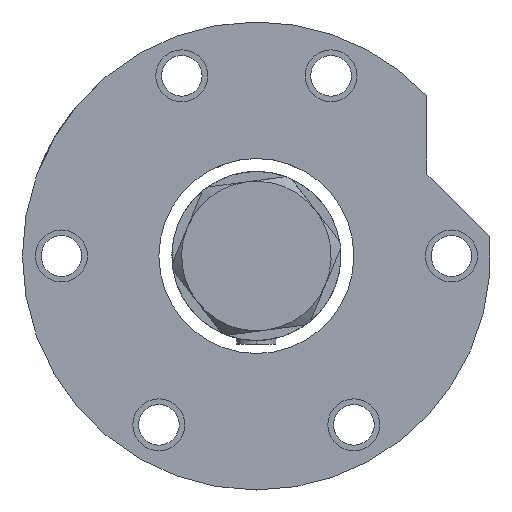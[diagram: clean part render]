
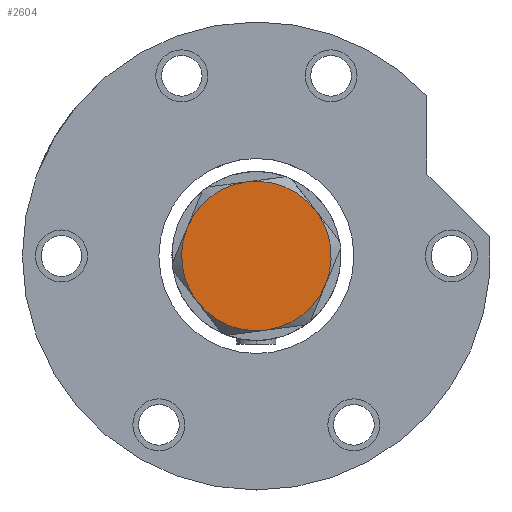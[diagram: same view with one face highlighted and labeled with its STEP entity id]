
A CAD part, left-side view. The second image highlights one B-rep face of the part: STEP entity #2604.
In plain terms, the highlighted face is planar.
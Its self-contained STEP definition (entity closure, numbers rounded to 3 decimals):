
#28 = AXIS2_PLACEMENT_3D ( 'NONE', #215, #4183, #2714 ) ;
#215 = CARTESIAN_POINT ( 'NONE',  ( 0., 0., 7. ) ) ;
#227 = AXIS2_PLACEMENT_3D ( 'NONE', #1895, #4824, #5317 ) ;
#718 = FACE_OUTER_BOUND ( 'NONE', #902, .T. ) ;
#822 = VERTEX_POINT ( 'NONE', #6362 ) ;
#893 = ORIENTED_EDGE ( 'NONE', *, *, #3905, .T. ) ;
#902 = EDGE_LOOP ( 'NONE', ( #2360, #4962, #6428, #2054, #1913, #893 ) ) ;
#963 = CARTESIAN_POINT ( 'NONE',  ( 0., 0., 7. ) ) ;
#1039 = AXIS2_PLACEMENT_3D ( 'NONE', #4385, #6432, #1562 ) ;
#1041 = EDGE_CURVE ( 'NONE', #822, #6146, #3601, .T. ) ;
#1050 = EDGE_CURVE ( 'NONE', #4154, #822, #1921, .T. ) ;
#1101 = VERTEX_POINT ( 'NONE', #4938 ) ;
#1466 = DIRECTION ( 'NONE',  ( 1., 0., 0. ) ) ;
#1562 = DIRECTION ( 'NONE',  ( 1., 0., 0. ) ) ;
#1606 = CARTESIAN_POINT ( 'NONE',  ( 11.5, 19.919, 7. ) ) ;
#1614 = AXIS2_PLACEMENT_3D ( 'NONE', #4488, #4892, #6397 ) ;
#1786 = EDGE_CURVE ( 'NONE', #5111, #1101, #3289, .T. ) ;
#1839 = DIRECTION ( 'NONE',  ( 0., 0., 1. ) ) ;
#1895 = CARTESIAN_POINT ( 'NONE',  ( 0., 0., 7. ) ) ;
#1913 = ORIENTED_EDGE ( 'NONE', *, *, #1786, .T. ) ;
#1921 = CIRCLE ( 'NONE', #5190, 23. ) ;
#2054 = ORIENTED_EDGE ( 'NONE', *, *, #2687, .T. ) ;
#2208 = CARTESIAN_POINT ( 'NONE',  ( -23., 0., 7. ) ) ;
#2360 = ORIENTED_EDGE ( 'NONE', *, *, #1050, .T. ) ;
#2375 = CIRCLE ( 'NONE', #6089, 23. ) ;
#2604 = ADVANCED_FACE ( 'NONE', ( #718 ), #4750, .T. ) ;
#2687 = EDGE_CURVE ( 'NONE', #2738, #5111, #3086, .T. ) ;
#2714 = DIRECTION ( 'NONE',  ( 1., 0., 0. ) ) ;
#2738 = VERTEX_POINT ( 'NONE', #3317 ) ;
#3043 = DIRECTION ( 'NONE',  ( 1., 0., 0. ) ) ;
#3086 = CIRCLE ( 'NONE', #227, 23. ) ;
#3289 = CIRCLE ( 'NONE', #1614, 23. ) ;
#3317 = CARTESIAN_POINT ( 'NONE',  ( -11.5, 19.919, 7. ) ) ;
#3486 = DIRECTION ( 'NONE',  ( 0., 0., 1. ) ) ;
#3587 = CARTESIAN_POINT ( 'NONE',  ( 11.5, -19.919, 7. ) ) ;
#3601 = CIRCLE ( 'NONE', #6151, 23. ) ;
#3905 = EDGE_CURVE ( 'NONE', #1101, #4154, #2375, .T. ) ;
#4154 = VERTEX_POINT ( 'NONE', #3587 ) ;
#4183 = DIRECTION ( 'NONE',  ( 0., 0., 1. ) ) ;
#4187 = DIRECTION ( 'NONE',  ( 0., 0., 1. ) ) ;
#4280 = CARTESIAN_POINT ( 'NONE',  ( 0., 0., 7. ) ) ;
#4385 = CARTESIAN_POINT ( 'NONE',  ( 0., 0., 7. ) ) ;
#4488 = CARTESIAN_POINT ( 'NONE',  ( 0., 0., 7. ) ) ;
#4750 = PLANE ( 'NONE',  #28 ) ;
#4824 = DIRECTION ( 'NONE',  ( 0., 0., 1. ) ) ;
#4892 = DIRECTION ( 'NONE',  ( 0., 0., 1. ) ) ;
#4927 = CIRCLE ( 'NONE', #1039, 23. ) ;
#4938 = CARTESIAN_POINT ( 'NONE',  ( -11.5, -19.919, 7. ) ) ;
#4962 = ORIENTED_EDGE ( 'NONE', *, *, #1041, .T. ) ;
#5111 = VERTEX_POINT ( 'NONE', #2208 ) ;
#5157 = CARTESIAN_POINT ( 'NONE',  ( 0., 0., 7. ) ) ;
#5190 = AXIS2_PLACEMENT_3D ( 'NONE', #5157, #4187, #1466 ) ;
#5317 = DIRECTION ( 'NONE',  ( 1., 0., 0. ) ) ;
#5922 = DIRECTION ( 'NONE',  ( 1., 0., 0. ) ) ;
#6012 = EDGE_CURVE ( 'NONE', #6146, #2738, #4927, .T. ) ;
#6089 = AXIS2_PLACEMENT_3D ( 'NONE', #4280, #1839, #5922 ) ;
#6146 = VERTEX_POINT ( 'NONE', #1606 ) ;
#6151 = AXIS2_PLACEMENT_3D ( 'NONE', #963, #3486, #3043 ) ;
#6362 = CARTESIAN_POINT ( 'NONE',  ( 23., 0., 7. ) ) ;
#6397 = DIRECTION ( 'NONE',  ( 1., 0., 0. ) ) ;
#6428 = ORIENTED_EDGE ( 'NONE', *, *, #6012, .T. ) ;
#6432 = DIRECTION ( 'NONE',  ( 0., 0., 1. ) ) ;
